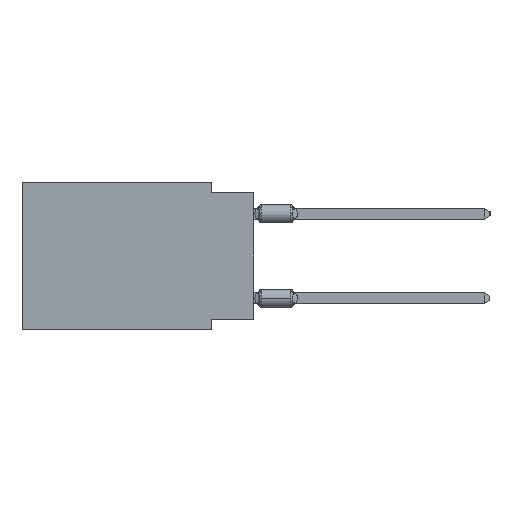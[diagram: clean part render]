
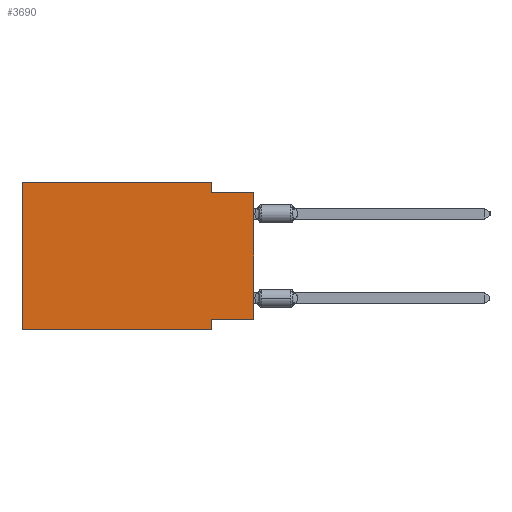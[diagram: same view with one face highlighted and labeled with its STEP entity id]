
A CAD part, left-side view. The second image highlights one B-rep face of the part: STEP entity #3690.
In plain terms, the highlighted planar face has unit normal (-1, 0, 0).
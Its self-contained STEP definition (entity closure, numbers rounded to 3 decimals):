
#339 = CARTESIAN_POINT ( 'NONE',  ( 0., 13.97, -8.89 ) ) ;
#567 = VERTEX_POINT ( 'NONE', #59201 ) ;
#1356 = CARTESIAN_POINT ( 'NONE',  ( 0., 2.54, 0. ) ) ;
#1987 = LINE ( 'NONE', #65267, #13372 ) ;
#2151 = EDGE_LOOP ( 'NONE', ( #58510, #66118, #41036, #31512, #59050, #8315, #58632, #20533 ) ) ;
#3000 = VERTEX_POINT ( 'NONE', #49978 ) ;
#3690 = ADVANCED_FACE ( 'NONE', ( #23205 ), #23873, .F. ) ;
#4084 = LINE ( 'NONE', #40484, #60282 ) ;
#5291 = AXIS2_PLACEMENT_3D ( 'NONE', #12657, #34081, #12338 ) ;
#5620 = VECTOR ( 'NONE', #58626, 1000. ) ;
#8315 = ORIENTED_EDGE ( 'NONE', *, *, #31018, .T. ) ;
#8426 = DIRECTION ( 'NONE',  ( 0., -1., 0. ) ) ;
#8987 = CARTESIAN_POINT ( 'NONE',  ( 0., 2.54, -0.635 ) ) ;
#9965 = EDGE_CURVE ( 'NONE', #53774, #49652, #11983, .T. ) ;
#11983 = LINE ( 'NONE', #18404, #30849 ) ;
#12338 = DIRECTION ( 'NONE',  ( 0., 0., -1. ) ) ;
#12657 = CARTESIAN_POINT ( 'NONE',  ( 0., 13.97, 0. ) ) ;
#12963 = DIRECTION ( 'NONE',  ( 0., 0., -1. ) ) ;
#13372 = VECTOR ( 'NONE', #8426, 1000. ) ;
#13548 = DIRECTION ( 'NONE',  ( 0., 0., -1. ) ) ;
#14512 = EDGE_CURVE ( 'NONE', #22150, #567, #60173, .T. ) ;
#14634 = DIRECTION ( 'NONE',  ( 0., 0., 1. ) ) ;
#14787 = CARTESIAN_POINT ( 'NONE',  ( 0., 2.54, -8.255 ) ) ;
#14911 = VECTOR ( 'NONE', #34360, 1000. ) ;
#18363 = EDGE_CURVE ( 'NONE', #49652, #61692, #20332, .T. ) ;
#18378 = LINE ( 'NONE', #24495, #14911 ) ;
#18404 = CARTESIAN_POINT ( 'NONE',  ( 0., 2.54, 0. ) ) ;
#18459 = CARTESIAN_POINT ( 'NONE',  ( 0., 0., -8.255 ) ) ;
#20332 = LINE ( 'NONE', #36315, #37031 ) ;
#20533 = ORIENTED_EDGE ( 'NONE', *, *, #56241, .F. ) ;
#21350 = DIRECTION ( 'NONE',  ( 0., -1., 0. ) ) ;
#21443 = LINE ( 'NONE', #339, #22530 ) ;
#21970 = VECTOR ( 'NONE', #13548, 1000. ) ;
#22150 = VERTEX_POINT ( 'NONE', #14787 ) ;
#22470 = VERTEX_POINT ( 'NONE', #18459 ) ;
#22530 = VECTOR ( 'NONE', #62968, 1000. ) ;
#23205 = FACE_OUTER_BOUND ( 'NONE', #2151, .T. ) ;
#23873 = PLANE ( 'NONE',  #5291 ) ;
#24495 = CARTESIAN_POINT ( 'NONE',  ( 0., 13.97, 0. ) ) ;
#26965 = LINE ( 'NONE', #43626, #5620 ) ;
#28906 = VERTEX_POINT ( 'NONE', #56297 ) ;
#29177 = EDGE_CURVE ( 'NONE', #28906, #3000, #18378, .T. ) ;
#29256 = CARTESIAN_POINT ( 'NONE',  ( 0., 0., -0.635 ) ) ;
#30849 = VECTOR ( 'NONE', #12963, 1000. ) ;
#31018 = EDGE_CURVE ( 'NONE', #28906, #567, #21443, .T. ) ;
#31512 = ORIENTED_EDGE ( 'NONE', *, *, #49431, .F. ) ;
#34081 = DIRECTION ( 'NONE',  ( 1., 0., 0. ) ) ;
#34360 = DIRECTION ( 'NONE',  ( 0., 0., 1. ) ) ;
#36315 = CARTESIAN_POINT ( 'NONE',  ( 0., 0., -0.635 ) ) ;
#37031 = VECTOR ( 'NONE', #21350, 1000. ) ;
#40484 = CARTESIAN_POINT ( 'NONE',  ( 0., 0., 0. ) ) ;
#41036 = ORIENTED_EDGE ( 'NONE', *, *, #9965, .F. ) ;
#43626 = CARTESIAN_POINT ( 'NONE',  ( 0., 0., -8.255 ) ) ;
#49431 = EDGE_CURVE ( 'NONE', #3000, #53774, #1987, .T. ) ;
#49652 = VERTEX_POINT ( 'NONE', #8987 ) ;
#49978 = CARTESIAN_POINT ( 'NONE',  ( 0., 13.97, 0. ) ) ;
#53774 = VERTEX_POINT ( 'NONE', #1356 ) ;
#56241 = EDGE_CURVE ( 'NONE', #22470, #22150, #26965, .T. ) ;
#56297 = CARTESIAN_POINT ( 'NONE',  ( 0., 13.97, -8.89 ) ) ;
#58510 = ORIENTED_EDGE ( 'NONE', *, *, #61901, .T. ) ;
#58626 = DIRECTION ( 'NONE',  ( 0., 1., 0. ) ) ;
#58632 = ORIENTED_EDGE ( 'NONE', *, *, #14512, .F. ) ;
#59050 = ORIENTED_EDGE ( 'NONE', *, *, #29177, .F. ) ;
#59201 = CARTESIAN_POINT ( 'NONE',  ( 0., 2.54, -8.89 ) ) ;
#60173 = LINE ( 'NONE', #65290, #21970 ) ;
#60282 = VECTOR ( 'NONE', #14634, 1000. ) ;
#61692 = VERTEX_POINT ( 'NONE', #29256 ) ;
#61901 = EDGE_CURVE ( 'NONE', #22470, #61692, #4084, .T. ) ;
#62968 = DIRECTION ( 'NONE',  ( 0., -1., 0. ) ) ;
#65267 = CARTESIAN_POINT ( 'NONE',  ( 0., 13.97, 0. ) ) ;
#65290 = CARTESIAN_POINT ( 'NONE',  ( 0., 2.54, -8.89 ) ) ;
#66118 = ORIENTED_EDGE ( 'NONE', *, *, #18363, .F. ) ;
